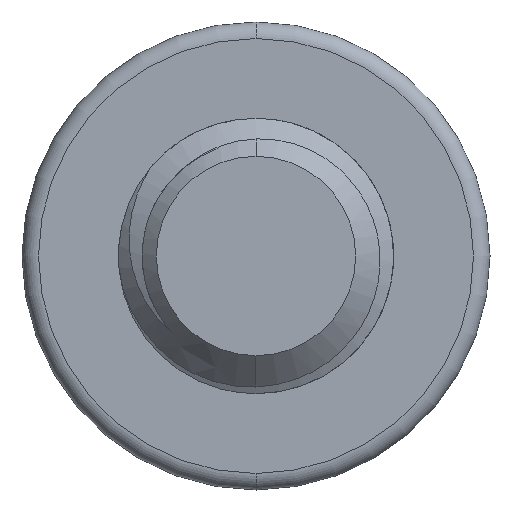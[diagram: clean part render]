
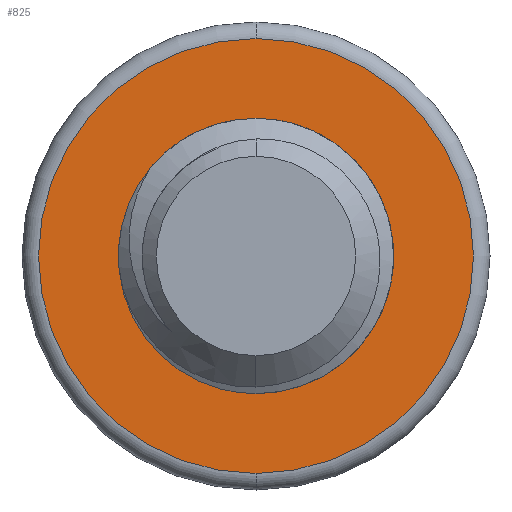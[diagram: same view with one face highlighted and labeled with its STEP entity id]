
A CAD part, front view. The second image highlights one B-rep face of the part: STEP entity #825.
In plain terms, the highlighted planar face has unit normal (0, -1, 0).
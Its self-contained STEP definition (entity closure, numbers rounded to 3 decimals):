
#13 = CARTESIAN_POINT ( 'NONE',  ( 0., 6., 0. ) ) ;
#59 = CARTESIAN_POINT ( 'NONE',  ( -0.727, 6., -2.33 ) ) ;
#99 = DIRECTION ( 'NONE',  ( 0., 0., 1. ) ) ;
#112 = CARTESIAN_POINT ( 'NONE',  ( 0., 6., 0. ) ) ;
#152 = ORIENTED_EDGE ( 'NONE', *, *, #1840, .T. ) ;
#163 = CARTESIAN_POINT ( 'NONE',  ( -1.91, 6., 0.791 ) ) ;
#169 = B_SPLINE_CURVE_WITH_KNOTS ( 'NONE', 3,
 ( #163, #2534, #1456, #361, #2383, #374, #1258, #2768, #1909, #388, #809, #2128, #190, #177 ),
 .UNSPECIFIED., .F., .F.,
 ( 4, 2, 2, 2, 2, 2, 4 ),
 ( 0., 0.001, 0.001, 0.002, 0.002, 0.002, 0.003 ),
 .UNSPECIFIED. ) ;
#176 = CARTESIAN_POINT ( 'NONE',  ( 1.144, 6., 1.78 ) ) ;
#177 = CARTESIAN_POINT ( 'NONE',  ( 0.791, 6., 1.91 ) ) ;
#190 = CARTESIAN_POINT ( 'NONE',  ( 0.539, 6., 2.014 ) ) ;
#253 = CARTESIAN_POINT ( 'NONE',  ( -2.156, 6., -0.482 ) ) ;
#355 = CARTESIAN_POINT ( 'NONE',  ( 1.993, 6., -1.467 ) ) ;
#357 = EDGE_CURVE ( 'NONE', #1211, #1794, #2796, .T. ) ;
#361 = CARTESIAN_POINT ( 'NONE',  ( -1.365, 6., 1.558 ) ) ;
#374 = CARTESIAN_POINT ( 'NONE',  ( -1.033, 6., 1.795 ) ) ;
#388 = CARTESIAN_POINT ( 'NONE',  ( -0.269, 6., 2.054 ) ) ;
#422 = CARTESIAN_POINT ( 'NONE',  ( 0., 6., -2.5 ) ) ;
#428 = AXIS2_PLACEMENT_3D ( 'NONE', #13, #2020, #2418 ) ;
#429 = ORIENTED_EDGE ( 'NONE', *, *, #1042, .T. ) ;
#468 = CARTESIAN_POINT ( 'NONE',  ( -0.189, 6., -2.484 ) ) ;
#477 = CARTESIAN_POINT ( 'NONE',  ( 2.315, 6., 0.159 ) ) ;
#548 = DIRECTION ( 'NONE',  ( 0., 1., 0. ) ) ;
#601 = VERTEX_POINT ( 'NONE', #1491 ) ;
#656 = CARTESIAN_POINT ( 'NONE',  ( 2.155, 6., 0.701 ) ) ;
#667 = EDGE_LOOP ( 'NONE', ( #1785, #429, #2521, #2551 ) ) ;
#670 = CARTESIAN_POINT ( 'NONE',  ( 2.162, 6., -1.134 ) ) ;
#686 = AXIS2_PLACEMENT_3D ( 'NONE', #2481, #2291, #1202 ) ;
#710 = CARTESIAN_POINT ( 'NONE',  ( 1.609, 6., 1.459 ) ) ;
#716 = B_SPLINE_CURVE_WITH_KNOTS ( 'NONE', 3,
 ( #422, #468, #1142, #59, #1568, #2474, #1375, #862, #1745, #2249, #2460, #2600, #253, #2235, #2221, #2688, #1610, #2433 ),
 .UNSPECIFIED., .F., .F.,
 ( 4, 2, 2, 2, 2, 2, 2, 2, 4 ),
 ( 0., 0.001, 0.001, 0.002, 0.002, 0.003, 0.003, 0.004, 0.004 ),
 .UNSPECIFIED. ) ;
#809 = CARTESIAN_POINT ( 'NONE',  ( -0.135, 6., 2.067 ) ) ;
#825 = ADVANCED_FACE ( 'NONE', ( #2711, #2051 ), #1229, .F. ) ;
#832 = CARTESIAN_POINT ( 'NONE',  ( 0., 6., -2.5 ) ) ;
#858 = VERTEX_POINT ( 'NONE', #1019 ) ;
#862 = CARTESIAN_POINT ( 'NONE',  ( -1.633, 6., -1.671 ) ) ;
#903 = AXIS2_PLACEMENT_3D ( 'NONE', #112, #548, #2258 ) ;
#921 = EDGE_CURVE ( 'NONE', #2476, #1211, #169, .T. ) ;
#1000 = CARTESIAN_POINT ( 'NONE',  ( -1.91, 6., 0.791 ) ) ;
#1019 = CARTESIAN_POINT ( 'NONE',  ( 0., 6., 3.95 ) ) ;
#1040 = CARTESIAN_POINT ( 'NONE',  ( 1.463, 6., 1.581 ) ) ;
#1042 = EDGE_CURVE ( 'NONE', #1794, #1214, #1562, .T. ) ;
#1142 = CARTESIAN_POINT ( 'NONE',  ( -0.372, 6., -2.447 ) ) ;
#1179 = CIRCLE ( 'NONE', #428, 3.95 ) ;
#1202 = DIRECTION ( 'NONE',  ( 0., 0., 1. ) ) ;
#1211 = VERTEX_POINT ( 'NONE', #2165 ) ;
#1214 = VERTEX_POINT ( 'NONE', #832 ) ;
#1215 = CIRCLE ( 'NONE', #1402, 3.95 ) ;
#1229 = PLANE ( 'NONE',  #903 ) ;
#1254 = CARTESIAN_POINT ( 'NONE',  ( 0.791, 6., 1.91 ) ) ;
#1258 = CARTESIAN_POINT ( 'NONE',  ( -0.915, 6., 1.859 ) ) ;
#1331 = CARTESIAN_POINT ( 'NONE',  ( 2.336, 6., -0.404 ) ) ;
#1340 = DIRECTION ( 'NONE',  ( 0., -1., 0. ) ) ;
#1354 = CARTESIAN_POINT ( 'NONE',  ( 1.768, 6., -1.768 ) ) ;
#1375 = CARTESIAN_POINT ( 'NONE',  ( -1.367, 6., -1.937 ) ) ;
#1376 = ORIENTED_EDGE ( 'NONE', *, *, #1552, .T. ) ;
#1402 = AXIS2_PLACEMENT_3D ( 'NONE', #1535, #1340, #99 ) ;
#1456 = CARTESIAN_POINT ( 'NONE',  ( -1.651, 6., 1.273 ) ) ;
#1491 = CARTESIAN_POINT ( 'NONE',  ( 0., 6., -3.95 ) ) ;
#1535 = CARTESIAN_POINT ( 'NONE',  ( 0., 6., 0. ) ) ;
#1552 = EDGE_CURVE ( 'NONE', #858, #601, #1215, .T. ) ;
#1562 = CIRCLE ( 'NONE', #686, 2.5 ) ;
#1568 = CARTESIAN_POINT ( 'NONE',  ( -0.901, 6., -2.25 ) ) ;
#1610 = CARTESIAN_POINT ( 'NONE',  ( -2.001, 6., 0.625 ) ) ;
#1745 = CARTESIAN_POINT ( 'NONE',  ( -1.749, 6., -1.524 ) ) ;
#1785 = ORIENTED_EDGE ( 'NONE', *, *, #357, .T. ) ;
#1794 = VERTEX_POINT ( 'NONE', #1354 ) ;
#1840 = EDGE_CURVE ( 'NONE', #601, #858, #1179, .T. ) ;
#1909 = CARTESIAN_POINT ( 'NONE',  ( -0.533, 6., 2.002 ) ) ;
#1983 = CARTESIAN_POINT ( 'NONE',  ( 2.227, 6., -0.955 ) ) ;
#2005 = CARTESIAN_POINT ( 'NONE',  ( 1.864, 6., 1.185 ) ) ;
#2019 = CARTESIAN_POINT ( 'NONE',  ( 2.224, 6., 0.524 ) ) ;
#2020 = DIRECTION ( 'NONE',  ( 0., -1., 0. ) ) ;
#2051 = FACE_BOUND ( 'NONE', #667, .T. ) ;
#2125 = CARTESIAN_POINT ( 'NONE',  ( 0.973, 6., 1.857 ) ) ;
#2128 = CARTESIAN_POINT ( 'NONE',  ( 0.273, 6., 2.067 ) ) ;
#2165 = CARTESIAN_POINT ( 'NONE',  ( 0.791, 6., 1.91 ) ) ;
#2193 = CARTESIAN_POINT ( 'NONE',  ( 2.314, 6., -0.591 ) ) ;
#2221 = CARTESIAN_POINT ( 'NONE',  ( -2.153, 6., 0.079 ) ) ;
#2222 = EDGE_LOOP ( 'NONE', ( #1376, #152 ) ) ;
#2235 = CARTESIAN_POINT ( 'NONE',  ( -2.169, 6., -0.107 ) ) ;
#2243 = CARTESIAN_POINT ( 'NONE',  ( 1.976, 6., 1.03 ) ) ;
#2249 = CARTESIAN_POINT ( 'NONE',  ( -1.942, 6., -1.203 ) ) ;
#2258 = DIRECTION ( 'NONE',  ( 0., 0., 1. ) ) ;
#2291 = DIRECTION ( 'NONE',  ( 0., 1., 0. ) ) ;
#2383 = CARTESIAN_POINT ( 'NONE',  ( -1.259, 6., 1.645 ) ) ;
#2417 = CARTESIAN_POINT ( 'NONE',  ( 2.336, 6., -0.027 ) ) ;
#2418 = DIRECTION ( 'NONE',  ( 0., 0., 1. ) ) ;
#2419 = EDGE_CURVE ( 'NONE', #1214, #2476, #716, .T. ) ;
#2433 = CARTESIAN_POINT ( 'NONE',  ( -1.91, 6., 0.791 ) ) ;
#2460 = CARTESIAN_POINT ( 'NONE',  ( -2.019, 6., -1.028 ) ) ;
#2474 = CARTESIAN_POINT ( 'NONE',  ( -1.219, 6., -2.054 ) ) ;
#2476 = VERTEX_POINT ( 'NONE', #1000 ) ;
#2481 = CARTESIAN_POINT ( 'NONE',  ( 0., 6., 0. ) ) ;
#2485 = CARTESIAN_POINT ( 'NONE',  ( 1.768, 6., -1.768 ) ) ;
#2521 = ORIENTED_EDGE ( 'NONE', *, *, #2419, .T. ) ;
#2534 = CARTESIAN_POINT ( 'NONE',  ( -1.805, 6., 1.043 ) ) ;
#2551 = ORIENTED_EDGE ( 'NONE', *, *, #921, .T. ) ;
#2600 = CARTESIAN_POINT ( 'NONE',  ( -2.125, 6., -0.67 ) ) ;
#2688 = CARTESIAN_POINT ( 'NONE',  ( -2.068, 6., 0.448 ) ) ;
#2711 = FACE_OUTER_BOUND ( 'NONE', #2222, .T. ) ;
#2713 = CARTESIAN_POINT ( 'NONE',  ( 1.89, 6., -1.623 ) ) ;
#2768 = CARTESIAN_POINT ( 'NONE',  ( -0.665, 6., 1.962 ) ) ;
#2796 = B_SPLINE_CURVE_WITH_KNOTS ( 'NONE', 3,
 ( #1254, #2125, #176, #1040, #710, #2005, #2243, #656, #2019, #477, #2417, #1331, #2193, #1983, #670, #355, #2713, #2485 ),
 .UNSPECIFIED., .F., .F.,
 ( 4, 2, 2, 2, 2, 2, 2, 2, 4 ),
 ( 0., 0.001, 0.001, 0.002, 0.002, 0.003, 0.003, 0.004, 0.004 ),
 .UNSPECIFIED. ) ;
